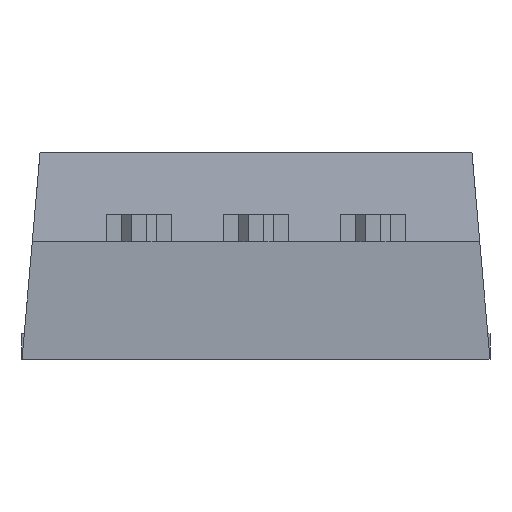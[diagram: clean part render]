
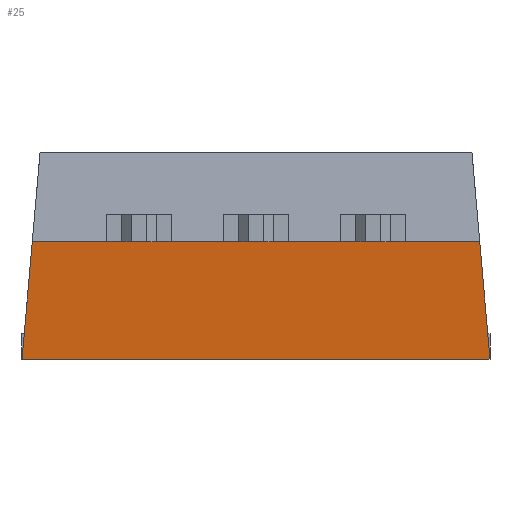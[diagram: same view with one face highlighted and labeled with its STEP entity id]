
A CAD part, front view. The second image highlights one B-rep face of the part: STEP entity #25.
In plain terms, the highlighted planar face has unit normal (0, -0.996, -0.087).
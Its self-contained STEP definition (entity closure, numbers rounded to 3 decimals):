
#13 = VERTEX_POINT ( 'NONE', #1224 ) ;
#25 = ADVANCED_FACE ( 'NONE', ( #721 ), #1018, .F. ) ;
#35 = VERTEX_POINT ( 'NONE', #595 ) ;
#93 = ORIENTED_EDGE ( 'NONE', *, *, #547, .F. ) ;
#128 = LINE ( 'NONE', #1285, #989 ) ;
#170 = CARTESIAN_POINT ( 'NONE',  ( 4.876, 3.93, 0.31 ) ) ;
#182 = DIRECTION ( 'NONE',  ( 0., 0.996, 0.087 ) ) ;
#288 = DIRECTION ( 'NONE',  ( 0.087, 0.087, -0.992 ) ) ;
#348 = EDGE_CURVE ( 'NONE', #416, #35, #350, .T. ) ;
#350 = LINE ( 'NONE', #628, #1549 ) ;
#365 = AXIS2_PLACEMENT_3D ( 'NONE', #1430, #182, #1545 ) ;
#388 = EDGE_CURVE ( 'NONE', #980, #35, #1300, .T. ) ;
#416 = VERTEX_POINT ( 'NONE', #1130 ) ;
#429 = ORIENTED_EDGE ( 'NONE', *, *, #1537, .F. ) ;
#491 = DIRECTION ( 'NONE',  ( 0.087, -0.087, 0.992 ) ) ;
#547 = EDGE_CURVE ( 'NONE', #980, #13, #128, .T. ) ;
#548 = ORIENTED_EDGE ( 'NONE', *, *, #348, .F. ) ;
#595 = CARTESIAN_POINT ( 'NONE',  ( -4.876, 3.93, 0.31 ) ) ;
#628 = CARTESIAN_POINT ( 'NONE',  ( -4.801, 3.855, 1.17 ) ) ;
#693 = VECTOR ( 'NONE', #1480, 1000. ) ;
#721 = FACE_OUTER_BOUND ( 'NONE', #1634, .T. ) ;
#818 = LINE ( 'NONE', #937, #693 ) ;
#937 = CARTESIAN_POINT ( 'NONE',  ( 5.1, 4.154, -2.25 ) ) ;
#980 = VERTEX_POINT ( 'NONE', #170 ) ;
#989 = VECTOR ( 'NONE', #288, 1000. ) ;
#1018 = PLANE ( 'NONE',  #365 ) ;
#1130 = CARTESIAN_POINT ( 'NONE',  ( -5.1, 4.154, -2.25 ) ) ;
#1194 = ORIENTED_EDGE ( 'NONE', *, *, #388, .T. ) ;
#1224 = CARTESIAN_POINT ( 'NONE',  ( 5.1, 4.154, -2.25 ) ) ;
#1258 = DIRECTION ( 'NONE',  ( -1., 0., 0. ) ) ;
#1285 = CARTESIAN_POINT ( 'NONE',  ( 4.878, 3.932, 0.291 ) ) ;
#1300 = LINE ( 'NONE', #1416, #1727 ) ;
#1416 = CARTESIAN_POINT ( 'NONE',  ( 5.1, 3.93, 0.31 ) ) ;
#1430 = CARTESIAN_POINT ( 'NONE',  ( 5.1, 3.93, 0.31 ) ) ;
#1480 = DIRECTION ( 'NONE',  ( -1., 0., 0. ) ) ;
#1537 = EDGE_CURVE ( 'NONE', #13, #416, #818, .T. ) ;
#1545 = DIRECTION ( 'NONE',  ( 0., -0.087, 0.996 ) ) ;
#1549 = VECTOR ( 'NONE', #491, 1000. ) ;
#1634 = EDGE_LOOP ( 'NONE', ( #548, #429, #93, #1194 ) ) ;
#1727 = VECTOR ( 'NONE', #1258, 1000. ) ;
